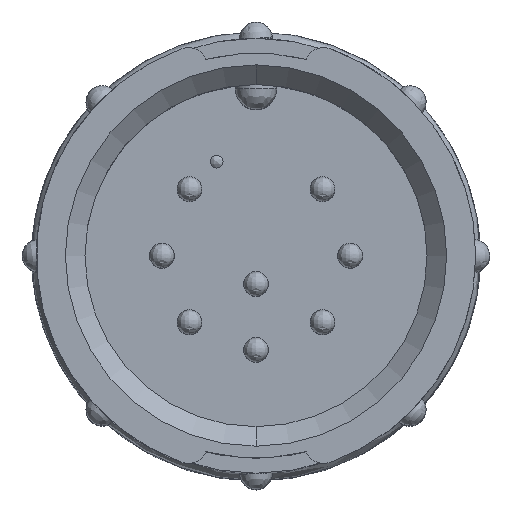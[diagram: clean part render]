
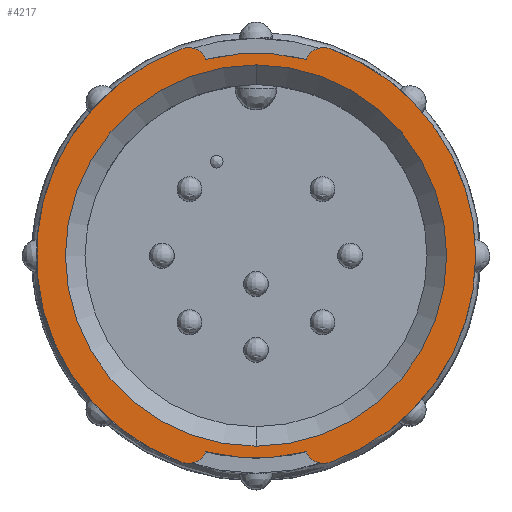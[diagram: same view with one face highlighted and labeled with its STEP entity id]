
A CAD part, top view. The second image highlights one B-rep face of the part: STEP entity #4217.
In plain terms, the highlighted planar face has unit normal (0, 0, 1).
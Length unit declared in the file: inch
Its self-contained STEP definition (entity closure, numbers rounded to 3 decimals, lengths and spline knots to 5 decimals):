
#354 = CARTESIAN_POINT ( 'NONE',  ( 0.08, 0.31242, 0. ) ) ;
#390 = CARTESIAN_POINT ( 'NONE',  ( -0.08, 0.31242, 0. ) ) ;
#462 = DIRECTION ( 'NONE',  ( 1., 0., 0. ) ) ;
#463 = DIRECTION ( 'NONE',  ( 0., 0., -1. ) ) ;
#464 = CARTESIAN_POINT ( 'NONE',  ( 0., 0., 0. ) ) ;
#465 = DIRECTION ( 'NONE',  ( 0., -1., 0. ) ) ;
#466 = DIRECTION ( 'NONE',  ( 0., 0., 1. ) ) ;
#470 = CARTESIAN_POINT ( 'NONE',  ( 0., 0., 0. ) ) ;
#686 = DIRECTION ( 'NONE',  ( 1., 0., 0. ) ) ;
#687 = DIRECTION ( 'NONE',  ( 0., 0., -1. ) ) ;
#688 = CARTESIAN_POINT ( 'NONE',  ( -0.10785, 0.30128, 0. ) ) ;
#900 = DIRECTION ( 'NONE',  ( 0., 0., -1. ) ) ;
#987 = DIRECTION ( 'NONE',  ( -1., 0., 0. ) ) ;
#989 = CARTESIAN_POINT ( 'NONE',  ( 0., 0.30375, 0. ) ) ;
#993 = PLANE ( 'NONE',  #3318 ) ;
#1439 = EDGE_LOOP ( 'NONE', ( #7364, #7367 ) ) ;
#1440 = EDGE_LOOP ( 'NONE', ( #7370, #7369, #7362, #7375, #7372, #7374, #7380, #7379, #7377 ) ) ;
#2156 = EDGE_CURVE ( 'NONE', #3547, #3598, #2383, .T. ) ;
#2165 = CIRCLE ( 'NONE', #2993, 0.35 ) ;
#2176 = EDGE_CURVE ( 'NONE', #5273, #5346, #2572, .T. ) ;
#2178 = CIRCLE ( 'NONE', #3058, 0.03 ) ;
#2205 = CIRCLE ( 'NONE', #4969, 0.35 ) ;
#2269 = CIRCLE ( 'NONE', #4971, 0.3225 ) ;
#2337 = CIRCLE ( 'NONE', #3314, 0.03 ) ;
#2363 = EDGE_CURVE ( 'NONE', #5160, #5236, #2205, .T. ) ;
#2380 = EDGE_CURVE ( 'NONE', #5416, #5326, #2805, .T. ) ;
#2382 = CIRCLE ( 'NONE', #3397, 0.30375 ) ;
#2383 = CIRCLE ( 'NONE', #4904, 0.3225 ) ;
#2415 = EDGE_CURVE ( 'NONE', #5326, #5327, #2269, .T. ) ;
#2428 = CIRCLE ( 'NONE', #3336, 0.03 ) ;
#2472 = EDGE_CURVE ( 'NONE', #5279, #5262, #2382, .T. ) ;
#2520 = EDGE_CURVE ( 'NONE', #5327, #5160, #2428, .T. ) ;
#2539 = EDGE_CURVE ( 'NONE', #3598, #5273, #2337, .T. ) ;
#2572 = CIRCLE ( 'NONE', #4894, 0.35 ) ;
#2732 = EDGE_CURVE ( 'NONE', #5236, #3547, #2178, .T. ) ;
#2784 = EDGE_CURVE ( 'NONE', #5262, #5279, #2800, .T. ) ;
#2786 = EDGE_CURVE ( 'NONE', #5346, #5416, #2165, .T. ) ;
#2800 = CIRCLE ( 'NONE', #3000, 0.30375 ) ;
#2805 = CIRCLE ( 'NONE', #5039, 0.03 ) ;
#2866 = CARTESIAN_POINT ( 'NONE',  ( 0.11796, -0.32952, 0. ) ) ;
#2993 = AXIS2_PLACEMENT_3D ( 'NONE', #464, #463, #462 ) ;
#3000 = AXIS2_PLACEMENT_3D ( 'NONE', #470, #466, #465 ) ;
#3058 = AXIS2_PLACEMENT_3D ( 'NONE', #688, #687, #686 ) ;
#3212 = FACE_BOUND ( 'NONE', #1439, .T. ) ;
#3314 = AXIS2_PLACEMENT_3D ( 'NONE', #6262, #6264, #6266 ) ;
#3318 = AXIS2_PLACEMENT_3D ( 'NONE', #989, #900, #987 ) ;
#3336 = AXIS2_PLACEMENT_3D ( 'NONE', #6076, #6083, #6085 ) ;
#3397 = AXIS2_PLACEMENT_3D ( 'NONE', #6450, #6452, #6454 ) ;
#3444 = FACE_OUTER_BOUND ( 'NONE', #1440, .T. ) ;
#3538 = DIRECTION ( 'NONE',  ( 1., 0., 0. ) ) ;
#3539 = DIRECTION ( 'NONE',  ( 0., 0., -1. ) ) ;
#3540 = CARTESIAN_POINT ( 'NONE',  ( 0., 0., 0. ) ) ;
#3547 = VERTEX_POINT ( 'NONE', #390 ) ;
#3598 = VERTEX_POINT ( 'NONE', #354 ) ;
#4217 = ADVANCED_FACE ( 'NONE', ( #3212, #3444 ), #993, .F. ) ;
#4486 = DIRECTION ( 'NONE',  ( 1., 0., 0. ) ) ;
#4488 = DIRECTION ( 'NONE',  ( 1., 0., 0. ) ) ;
#4504 = DIRECTION ( 'NONE',  ( 0., 0., -1. ) ) ;
#4533 = DIRECTION ( 'NONE',  ( 0., 0., -1. ) ) ;
#4538 = DIRECTION ( 'NONE',  ( 1., 0., 0. ) ) ;
#4539 = DIRECTION ( 'NONE',  ( 0., 0., -1. ) ) ;
#4541 = CARTESIAN_POINT ( 'NONE',  ( 0.10785, -0.30128, 0. ) ) ;
#4592 = CARTESIAN_POINT ( 'NONE',  ( 0., 0., 0. ) ) ;
#4630 = CARTESIAN_POINT ( 'NONE',  ( 0., 0., 0. ) ) ;
#4894 = AXIS2_PLACEMENT_3D ( 'NONE', #3540, #3539, #3538 ) ;
#4904 = AXIS2_PLACEMENT_3D ( 'NONE', #7132, #7131, #7130 ) ;
#4969 = AXIS2_PLACEMENT_3D ( 'NONE', #4592, #4504, #4488 ) ;
#4971 = AXIS2_PLACEMENT_3D ( 'NONE', #4630, #4533, #4486 ) ;
#5039 = AXIS2_PLACEMENT_3D ( 'NONE', #4541, #4539, #4538 ) ;
#5160 = VERTEX_POINT ( 'NONE', #6934 ) ;
#5236 = VERTEX_POINT ( 'NONE', #6786 ) ;
#5262 = VERTEX_POINT ( 'NONE', #6751 ) ;
#5273 = VERTEX_POINT ( 'NONE', #6741 ) ;
#5279 = VERTEX_POINT ( 'NONE', #6735 ) ;
#5326 = VERTEX_POINT ( 'NONE', #6695 ) ;
#5327 = VERTEX_POINT ( 'NONE', #6694 ) ;
#5346 = VERTEX_POINT ( 'NONE', #6845 ) ;
#5416 = VERTEX_POINT ( 'NONE', #2866 ) ;
#6076 = CARTESIAN_POINT ( 'NONE',  ( -0.10785, -0.30128, 0. ) ) ;
#6083 = DIRECTION ( 'NONE',  ( 0., 0., -1. ) ) ;
#6085 = DIRECTION ( 'NONE',  ( 1., 0., 0. ) ) ;
#6262 = CARTESIAN_POINT ( 'NONE',  ( 0.10785, 0.30128, 0. ) ) ;
#6264 = DIRECTION ( 'NONE',  ( 0., 0., -1. ) ) ;
#6266 = DIRECTION ( 'NONE',  ( 1., 0., 0. ) ) ;
#6450 = CARTESIAN_POINT ( 'NONE',  ( 0., 0., 0. ) ) ;
#6452 = DIRECTION ( 'NONE',  ( 0., 0., 1. ) ) ;
#6454 = DIRECTION ( 'NONE',  ( 0., -1., 0. ) ) ;
#6694 = CARTESIAN_POINT ( 'NONE',  ( -0.08, -0.31242, 0. ) ) ;
#6695 = CARTESIAN_POINT ( 'NONE',  ( 0.08, -0.31242, 0. ) ) ;
#6735 = CARTESIAN_POINT ( 'NONE',  ( 0., -0.30375, 0. ) ) ;
#6741 = CARTESIAN_POINT ( 'NONE',  ( 0.11796, 0.32952, 0. ) ) ;
#6751 = CARTESIAN_POINT ( 'NONE',  ( 0., 0.30375, 0. ) ) ;
#6786 = CARTESIAN_POINT ( 'NONE',  ( -0.11796, 0.32952, 0. ) ) ;
#6845 = CARTESIAN_POINT ( 'NONE',  ( 0.35, 0., 0. ) ) ;
#6934 = CARTESIAN_POINT ( 'NONE',  ( -0.11796, -0.32952, 0. ) ) ;
#7130 = DIRECTION ( 'NONE',  ( 1., 0., 0. ) ) ;
#7131 = DIRECTION ( 'NONE',  ( 0., 0., -1. ) ) ;
#7132 = CARTESIAN_POINT ( 'NONE',  ( 0., 0., 0. ) ) ;
#7362 = ORIENTED_EDGE ( 'NONE', *, *, #2380, .F. ) ;
#7364 = ORIENTED_EDGE ( 'NONE', *, *, #2472, .F. ) ;
#7367 = ORIENTED_EDGE ( 'NONE', *, *, #2784, .F. ) ;
#7369 = ORIENTED_EDGE ( 'NONE', *, *, #2415, .F. ) ;
#7370 = ORIENTED_EDGE ( 'NONE', *, *, #2520, .F. ) ;
#7372 = ORIENTED_EDGE ( 'NONE', *, *, #2176, .F. ) ;
#7374 = ORIENTED_EDGE ( 'NONE', *, *, #2539, .F. ) ;
#7375 = ORIENTED_EDGE ( 'NONE', *, *, #2786, .F. ) ;
#7377 = ORIENTED_EDGE ( 'NONE', *, *, #2363, .F. ) ;
#7379 = ORIENTED_EDGE ( 'NONE', *, *, #2732, .F. ) ;
#7380 = ORIENTED_EDGE ( 'NONE', *, *, #2156, .F. ) ;
